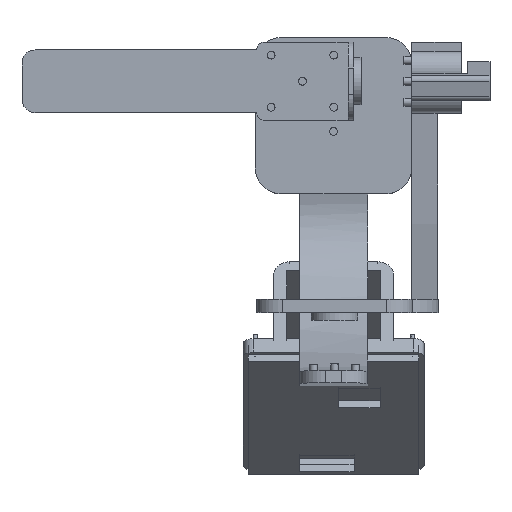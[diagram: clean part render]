
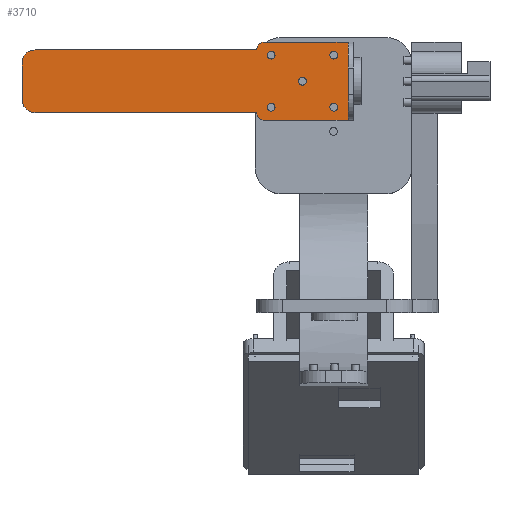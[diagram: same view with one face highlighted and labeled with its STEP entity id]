
A CAD part, top view. The second image highlights one B-rep face of the part: STEP entity #3710.
In plain terms, the highlighted planar face has unit normal (0, 0, 1).
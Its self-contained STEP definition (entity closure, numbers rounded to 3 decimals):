
#111=FACE_BOUND('',#798,.T.);
#112=FACE_BOUND('',#799,.T.);
#113=FACE_BOUND('',#800,.T.);
#114=FACE_BOUND('',#801,.T.);
#115=FACE_BOUND('',#802,.T.);
#238=CIRCLE('',#4008,5.);
#239=CIRCLE('',#4011,5.);
#240=CIRCLE('',#4015,1.5);
#241=CIRCLE('',#4017,1.5);
#242=CIRCLE('',#4019,1.5);
#243=CIRCLE('',#4021,1.5);
#244=CIRCLE('',#4023,1.5);
#245=CIRCLE('',#4025,3.);
#246=CIRCLE('',#4027,3.);
#524=FACE_OUTER_BOUND('',#797,.T.);
#797=EDGE_LOOP('',(#3169,#3170,#3171,#3172,#3173,#3174,#3175,#3176,#3177,
#3178));
#798=EDGE_LOOP('',(#3179));
#799=EDGE_LOOP('',(#3180));
#800=EDGE_LOOP('',(#3181));
#801=EDGE_LOOP('',(#3182));
#802=EDGE_LOOP('',(#3183));
#1077=LINE('',#8852,#1396);
#1080=LINE('',#8860,#1399);
#1081=LINE('',#8863,#1400);
#1095=LINE('',#8904,#1414);
#1096=LINE('',#8907,#1415);
#1103=LINE('',#8924,#1422);
#1396=VECTOR('',#4815,10.);
#1399=VECTOR('',#4824,10.);
#1400=VECTOR('',#4827,10.);
#1414=VECTOR('',#4871,10.);
#1415=VECTOR('',#4874,10.);
#1422=VECTOR('',#4889,10.);
#1769=VERTEX_POINT('',#8844);
#1770=VERTEX_POINT('',#8846);
#1771=VERTEX_POINT('',#8850);
#1772=VERTEX_POINT('',#8854);
#1773=VERTEX_POINT('',#8858);
#1774=VERTEX_POINT('',#8862);
#1775=VERTEX_POINT('',#8866);
#1776=VERTEX_POINT('',#8870);
#1777=VERTEX_POINT('',#8874);
#1778=VERTEX_POINT('',#8878);
#1779=VERTEX_POINT('',#8882);
#1780=VERTEX_POINT('',#8886);
#1781=VERTEX_POINT('',#8890);
#1786=VERTEX_POINT('',#8902);
#1787=VERTEX_POINT('',#8906);
#2223=EDGE_CURVE('',#1769,#1770,#238,.T.);
#2226=EDGE_CURVE('',#1771,#1769,#1077,.T.);
#2227=EDGE_CURVE('',#1772,#1771,#239,.T.);
#2230=EDGE_CURVE('',#1773,#1772,#1080,.T.);
#2231=EDGE_CURVE('',#1774,#1770,#1081,.T.);
#2233=EDGE_CURVE('',#1775,#1775,#240,.T.);
#2235=EDGE_CURVE('',#1776,#1776,#241,.T.);
#2237=EDGE_CURVE('',#1777,#1777,#242,.T.);
#2239=EDGE_CURVE('',#1778,#1778,#243,.T.);
#2241=EDGE_CURVE('',#1779,#1779,#244,.T.);
#2243=EDGE_CURVE('',#1774,#1780,#245,.T.);
#2245=EDGE_CURVE('',#1781,#1773,#246,.T.);
#2252=EDGE_CURVE('',#1786,#1781,#1095,.T.);
#2253=EDGE_CURVE('',#1787,#1780,#1096,.T.);
#2262=EDGE_CURVE('',#1786,#1787,#1103,.T.);
#3169=ORIENTED_EDGE('',*,*,#2223,.F.);
#3170=ORIENTED_EDGE('',*,*,#2226,.F.);
#3171=ORIENTED_EDGE('',*,*,#2227,.F.);
#3172=ORIENTED_EDGE('',*,*,#2230,.F.);
#3173=ORIENTED_EDGE('',*,*,#2245,.F.);
#3174=ORIENTED_EDGE('',*,*,#2252,.F.);
#3175=ORIENTED_EDGE('',*,*,#2262,.T.);
#3176=ORIENTED_EDGE('',*,*,#2253,.T.);
#3177=ORIENTED_EDGE('',*,*,#2243,.F.);
#3178=ORIENTED_EDGE('',*,*,#2231,.T.);
#3179=ORIENTED_EDGE('',*,*,#2233,.T.);
#3180=ORIENTED_EDGE('',*,*,#2235,.T.);
#3181=ORIENTED_EDGE('',*,*,#2237,.T.);
#3182=ORIENTED_EDGE('',*,*,#2239,.T.);
#3183=ORIENTED_EDGE('',*,*,#2241,.T.);
#3509=PLANE('',#4050);
#3710=ADVANCED_FACE('',(#524,#111,#112,#113,#114,#115),#3509,.T.);
#4008=AXIS2_PLACEMENT_3D('',#8847,#4809,#4810);
#4011=AXIS2_PLACEMENT_3D('',#8855,#4818,#4819);
#4015=AXIS2_PLACEMENT_3D('',#8867,#4831,#4832);
#4017=AXIS2_PLACEMENT_3D('',#8871,#4836,#4837);
#4019=AXIS2_PLACEMENT_3D('',#8875,#4841,#4842);
#4021=AXIS2_PLACEMENT_3D('',#8879,#4846,#4847);
#4023=AXIS2_PLACEMENT_3D('',#8883,#4851,#4852);
#4025=AXIS2_PLACEMENT_3D('',#8887,#4856,#4857);
#4027=AXIS2_PLACEMENT_3D('',#8891,#4861,#4862);
#4050=AXIS2_PLACEMENT_3D('',#8956,#4929,#4930);
#4809=DIRECTION('center_axis',(0.,0.,-1.));
#4810=DIRECTION('ref_axis',(-0.707,0.707,0.));
#4815=DIRECTION('',(0.,1.,0.));
#4818=DIRECTION('center_axis',(0.,0.,-1.));
#4819=DIRECTION('ref_axis',(-0.707,-0.707,0.));
#4824=DIRECTION('',(-1.,0.,0.));
#4827=DIRECTION('',(-1.,0.,0.));
#4831=DIRECTION('center_axis',(0.,0.,-1.));
#4832=DIRECTION('ref_axis',(-1.,0.,0.));
#4836=DIRECTION('center_axis',(0.,0.,-1.));
#4837=DIRECTION('ref_axis',(-1.,0.,0.));
#4841=DIRECTION('center_axis',(0.,0.,-1.));
#4842=DIRECTION('ref_axis',(-1.,0.,0.));
#4846=DIRECTION('center_axis',(0.,0.,-1.));
#4847=DIRECTION('ref_axis',(-1.,0.,0.));
#4851=DIRECTION('center_axis',(0.,0.,-1.));
#4852=DIRECTION('ref_axis',(-1.,0.,0.));
#4856=DIRECTION('center_axis',(0.,0.,-1.));
#4857=DIRECTION('ref_axis',(-0.707,0.707,0.));
#4861=DIRECTION('center_axis',(0.,0.,-1.));
#4862=DIRECTION('ref_axis',(-0.707,-0.707,0.));
#4871=DIRECTION('',(-1.,0.,0.));
#4874=DIRECTION('',(-1.,0.,0.));
#4889=DIRECTION('',(0.,1.,0.));
#4929=DIRECTION('center_axis',(0.,0.,1.));
#4930=DIRECTION('ref_axis',(0.,1.,0.));
#8844=CARTESIAN_POINT('',(43.699,-52.328,265.));
#8846=CARTESIAN_POINT('',(48.699,-47.328,265.));
#8847=CARTESIAN_POINT('Origin',(48.699,-52.328,265.));
#8850=CARTESIAN_POINT('',(43.699,-66.328,265.));
#8852=CARTESIAN_POINT('',(43.699,-44.328,265.));
#8854=CARTESIAN_POINT('',(48.699,-71.328,265.));
#8855=CARTESIAN_POINT('Origin',(48.699,-66.328,265.));
#8858=CARTESIAN_POINT('',(133.699,-71.328,265.));
#8860=CARTESIAN_POINT('',(133.699,-71.328,265.));
#8862=CARTESIAN_POINT('',(133.699,-47.328,265.));
#8863=CARTESIAN_POINT('',(133.699,-47.328,265.));
#8866=CARTESIAN_POINT('',(164.699,-49.328,265.));
#8867=CARTESIAN_POINT('Origin',(163.199,-49.328,265.));
#8870=CARTESIAN_POINT('',(152.699,-59.328,265.));
#8871=CARTESIAN_POINT('Origin',(151.199,-59.328,265.));
#8874=CARTESIAN_POINT('',(140.699,-69.328,265.));
#8875=CARTESIAN_POINT('Origin',(139.199,-69.328,265.));
#8878=CARTESIAN_POINT('',(140.699,-49.328,265.));
#8879=CARTESIAN_POINT('Origin',(139.199,-49.328,265.));
#8882=CARTESIAN_POINT('',(164.699,-69.328,265.));
#8883=CARTESIAN_POINT('Origin',(163.199,-69.328,265.));
#8886=CARTESIAN_POINT('',(136.699,-44.328,265.));
#8887=CARTESIAN_POINT('Origin',(136.699,-47.328,265.));
#8890=CARTESIAN_POINT('',(136.699,-74.328,265.));
#8891=CARTESIAN_POINT('Origin',(136.699,-71.328,265.));
#8902=CARTESIAN_POINT('',(168.699,-74.328,265.));
#8904=CARTESIAN_POINT('',(170.699,-74.328,265.));
#8906=CARTESIAN_POINT('',(168.699,-44.328,265.));
#8907=CARTESIAN_POINT('',(170.699,-44.328,265.));
#8924=CARTESIAN_POINT('',(168.699,-66.828,265.));
#8956=CARTESIAN_POINT('Origin',(170.699,-74.328,265.));
